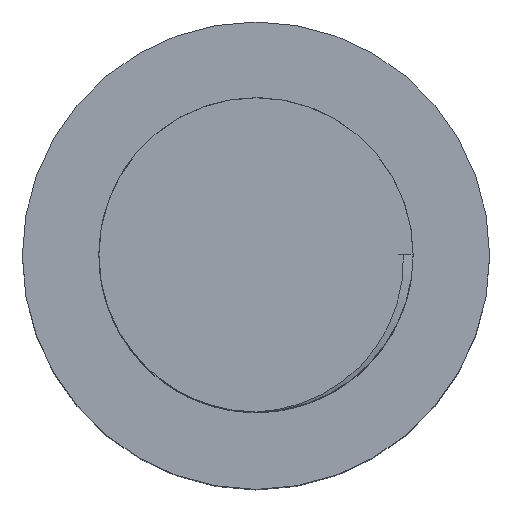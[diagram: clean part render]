
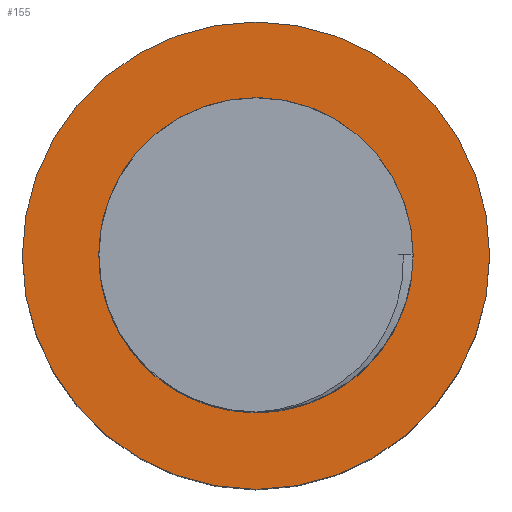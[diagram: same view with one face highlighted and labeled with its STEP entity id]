
A CAD part, top view. The second image highlights one B-rep face of the part: STEP entity #155.
In plain terms, the highlighted planar face has unit normal (0, 0, 1).
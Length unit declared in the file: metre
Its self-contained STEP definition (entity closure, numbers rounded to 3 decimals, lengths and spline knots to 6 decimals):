
#35=PLANE('',#182);
#44=ORIENTED_EDGE('',*,*,#81,.F.);
#45=ORIENTED_EDGE('',*,*,#79,.T.);
#79=EDGE_CURVE('',#98,#98,#113,.T.);
#81=EDGE_CURVE('',#100,#100,#115,.T.);
#98=VERTEX_POINT('',#236);
#100=VERTEX_POINT('',#242);
#113=CIRCLE('',#179,0.0029);
#115=CIRCLE('',#183,0.00195);
#122=EDGE_LOOP('',(#44));
#123=EDGE_LOOP('',(#45));
#138=FACE_BOUND('',#122,.T.);
#139=FACE_BOUND('',#123,.T.);
#155=ADVANCED_FACE('',(#138,#139),#35,.T.);
#179=AXIS2_PLACEMENT_3D('',#235,#198,#199);
#182=AXIS2_PLACEMENT_3D('',#240,#204,#205);
#183=AXIS2_PLACEMENT_3D('',#241,#206,#207);
#198=DIRECTION('',(0.,0.,1.));
#199=DIRECTION('',(1.,0.,0.));
#204=DIRECTION('',(0.,0.,1.));
#205=DIRECTION('',(1.,0.,0.));
#206=DIRECTION('',(0.,0.,1.));
#207=DIRECTION('',(1.,0.,0.));
#235=CARTESIAN_POINT('',(0.,0.,0.));
#236=CARTESIAN_POINT('',(0.0029,0.,0.));
#240=CARTESIAN_POINT('',(-0.007748,0.,0.));
#241=CARTESIAN_POINT('',(0.,0.,0.));
#242=CARTESIAN_POINT('',(0.00195,0.,0.));
